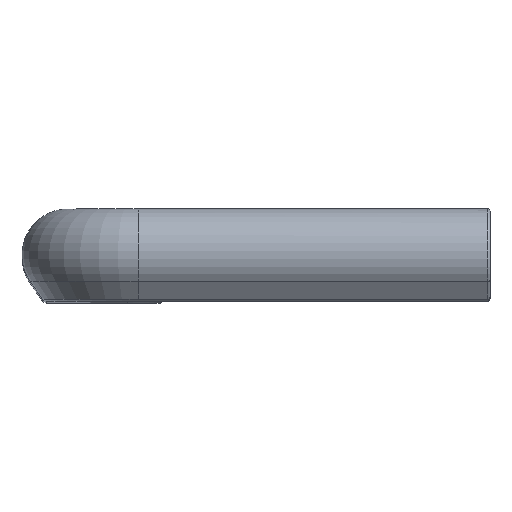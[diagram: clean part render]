
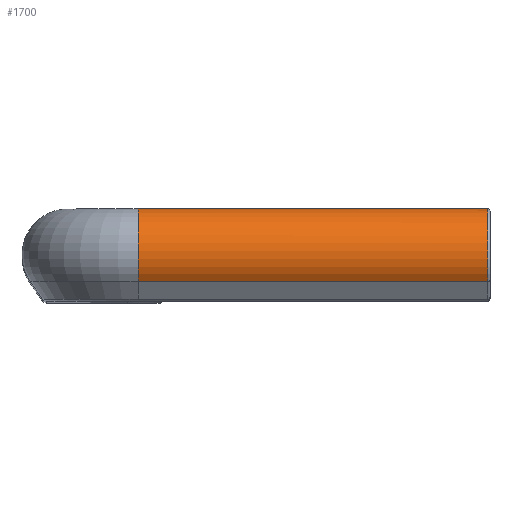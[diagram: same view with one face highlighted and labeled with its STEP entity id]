
A CAD part, top view. The second image highlights one B-rep face of the part: STEP entity #1700.
In plain terms, the highlighted cylindrical face has radius 5.25 mm (diameter 10.5 mm), a partial arc.
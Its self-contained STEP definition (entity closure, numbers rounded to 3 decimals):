
#73=CYLINDRICAL_SURFACE('',#1893,5.25);
#96=CIRCLE('',#1767,5.25);
#101=CIRCLE('',#1777,5.25);
#105=CIRCLE('',#1782,5.25);
#152=CIRCLE('',#1894,5.25);
#294=FACE_OUTER_BOUND('',#406,.T.);
#406=EDGE_LOOP('',(#1575,#1576,#1577,#1578,#1579,#1580,#1581,#1582));
#448=LINE('',#3161,#578);
#467=LINE('',#3368,#597);
#540=LINE('',#3761,#670);
#578=VECTOR('',#2001,10.);
#597=VECTOR('',#2102,10.);
#670=VECTOR('',#2361,10.);
#692=B_SPLINE_CURVE_WITH_KNOTS('',3,(#3301,#3302,#3303,#3304,#3305,#3306,
#3307,#3308,#3309),.UNSPECIFIED.,.F.,.F.,(4,1,1,1,1,1,4),(0.,0.03,
0.061,0.081,0.101,0.121,
0.141),.UNSPECIFIED.);
#755=VERTEX_POINT('',#3155);
#756=VERTEX_POINT('',#3159);
#766=VERTEX_POINT('',#3185);
#771=VERTEX_POINT('',#3234);
#773=VERTEX_POINT('',#3240);
#775=VERTEX_POINT('',#3299);
#777=VERTEX_POINT('',#3312);
#785=VERTEX_POINT('',#3366);
#929=EDGE_CURVE('',#756,#755,#448,.T.);
#942=EDGE_CURVE('',#766,#756,#96,.T.);
#952=EDGE_CURVE('',#773,#771,#101,.T.);
#956=EDGE_CURVE('',#775,#773,#692,.T.);
#958=EDGE_CURVE('',#777,#775,#105,.T.);
#977=EDGE_CURVE('',#777,#785,#467,.T.);
#1098=EDGE_CURVE('',#766,#771,#540,.T.);
#1099=EDGE_CURVE('',#755,#785,#152,.T.);
#1575=ORIENTED_EDGE('',*,*,#958,.F.);
#1576=ORIENTED_EDGE('',*,*,#977,.T.);
#1577=ORIENTED_EDGE('',*,*,#1099,.F.);
#1578=ORIENTED_EDGE('',*,*,#929,.F.);
#1579=ORIENTED_EDGE('',*,*,#942,.F.);
#1580=ORIENTED_EDGE('',*,*,#1098,.T.);
#1581=ORIENTED_EDGE('',*,*,#952,.F.);
#1582=ORIENTED_EDGE('',*,*,#956,.F.);
#1700=ADVANCED_FACE('',(#294),#73,.T.);
#1767=AXIS2_PLACEMENT_3D('',#3187,#2025,#2026);
#1777=AXIS2_PLACEMENT_3D('',#3242,#2048,#2049);
#1782=AXIS2_PLACEMENT_3D('',#3314,#2058,#2059);
#1893=AXIS2_PLACEMENT_3D('',#3762,#2362,#2363);
#1894=AXIS2_PLACEMENT_3D('',#3763,#2364,#2365);
#2001=DIRECTION('',(-1.,0.,0.));
#2025=DIRECTION('center_axis',(1.,0.,0.));
#2026=DIRECTION('ref_axis',(0.,0.566,0.825));
#2048=DIRECTION('center_axis',(-1.,0.,0.));
#2049=DIRECTION('ref_axis',(0.,0.987,-0.164));
#2058=DIRECTION('center_axis',(1.,0.,0.));
#2059=DIRECTION('ref_axis',(0.,0.423,-0.906));
#2102=DIRECTION('',(-1.,0.,0.));
#2361=DIRECTION('',(-1.,0.,0.));
#2362=DIRECTION('center_axis',(-1.,0.,0.));
#2363=DIRECTION('ref_axis',(0.,1.,0.));
#2364=DIRECTION('center_axis',(-1.,0.,0.));
#2365=DIRECTION('ref_axis',(0.,-1.,0.));
#3155=CARTESIAN_POINT('',(8.,-3.011,4.301));
#3159=CARTESIAN_POINT('',(47.75,-3.011,4.301));
#3161=CARTESIAN_POINT('',(48.,-3.011,4.301));
#3185=CARTESIAN_POINT('',(47.75,5.096,-1.262));
#3187=CARTESIAN_POINT('Origin',(47.75,0.,0.));
#3234=CARTESIAN_POINT('',(40.25,5.096,-1.262));
#3240=CARTESIAN_POINT('',(40.25,5.229,-0.473));
#3242=CARTESIAN_POINT('Origin',(40.25,0.,0.));
#3299=CARTESIAN_POINT('',(39.35,5.229,-0.473));
#3301=CARTESIAN_POINT('Ctrl Pts',(39.35,5.229,-0.473));
#3302=CARTESIAN_POINT('Ctrl Pts',(39.35,5.238,-0.367));
#3303=CARTESIAN_POINT('Ctrl Pts',(39.42,5.25,-0.155));
#3304=CARTESIAN_POINT('Ctrl Pts',(39.662,5.25,0.004));
#3305=CARTESIAN_POINT('Ctrl Pts',(39.904,5.25,0.004));
#3306=CARTESIAN_POINT('Ctrl Pts',(40.09,5.25,-0.09));
#3307=CARTESIAN_POINT('Ctrl Pts',(40.22,5.245,-0.261));
#3308=CARTESIAN_POINT('Ctrl Pts',(40.25,5.235,-0.402));
#3309=CARTESIAN_POINT('Ctrl Pts',(40.25,5.229,-0.473));
#3312=CARTESIAN_POINT('',(39.35,-3.011,-4.301));
#3314=CARTESIAN_POINT('Origin',(39.35,0.,0.));
#3366=CARTESIAN_POINT('',(8.,-3.011,-4.301));
#3368=CARTESIAN_POINT('',(48.,-3.011,-4.301));
#3761=CARTESIAN_POINT('',(48.,5.096,-1.262));
#3762=CARTESIAN_POINT('Origin',(48.,0.,0.));
#3763=CARTESIAN_POINT('Origin',(8.,0.,0.));
